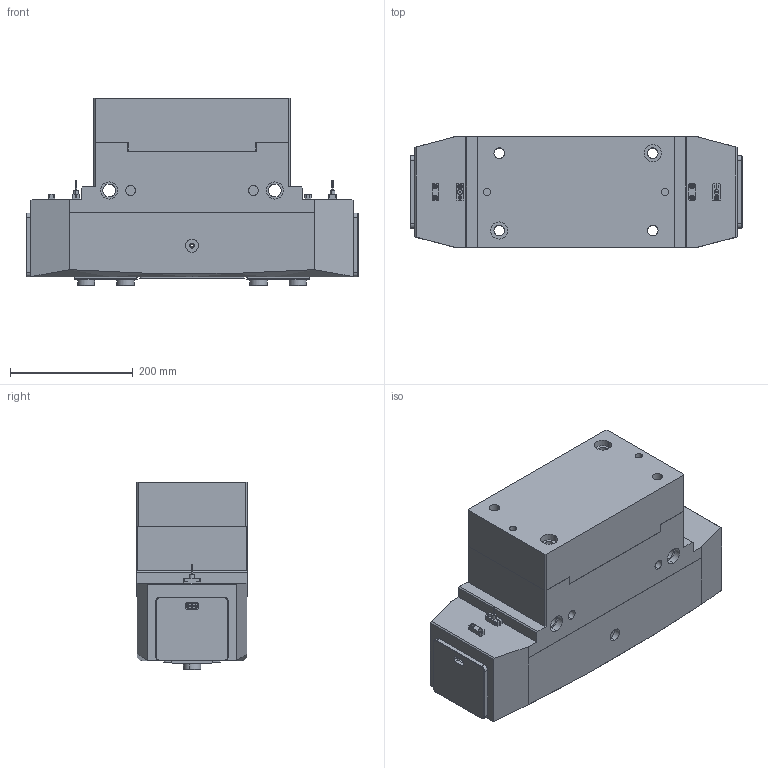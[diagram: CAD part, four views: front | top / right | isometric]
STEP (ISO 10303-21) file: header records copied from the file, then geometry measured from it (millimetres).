
FILE_DESCRIPTION (( 'STEP AP203' ), '1' );
FILE_NAME ('FR191-525-L-NC.STEP', '2025-04-01T01:58:08', ( 'USER-' ), ( 'Microsoft' ), 'SwSTEP 2.0', 'SolidWorks 2018', '' );
FILE_SCHEMA (( 'CONFIG_CONTROL_DESIGN' ));
Length unit declared in the file: millimetre
Products named in the file (15): TR191-525-L-30 羲壽標輸; TR191-525-LT-06 中封板(默认); 20-28种杶; TR191-525-LT-35 耜結啣; TR191-525-L-22B 晊扥极; FR191-525-L; 38x18-R5; TR191-525-LT-01B 褲极; 晚假蚾輸B; 埴翐芛_GB_FASTENER_SCREWS_HSHCS M2X8-N; TR191-525-L-32 謂猾輸; M8-45諉輪羲壽尨砩; FR191-525-L-NC; TR191-525-LT-02B 喘倰賑輸; TR191-525-L-31 眄輸蹟譫
Assembly tree (27 placements, depth 3):
  FR191-525-L-NC
    FR191-525-L
      TR191-525-LT-01B 褲极
      TR191-525-LT-02B 喘倰賑輸  x2
      TR191-525-LT-06 中封板(默认)
      M8-45諉輪羲壽尨砩  x2
      TR191-525-L-32 謂猾輸  x2
      TR191-525-LT-35 耜結啣  x2
      晚假蚾輸B  x2
      20-28种杶  x4
      TR191-525-L-30 羲壽標輸  x2
      TR191-525-L-31 眄輸蹟譫  x2
      38x18-R5
      埴翐芛_GB_FASTENER_SCREWS_HSHCS M2X8-N  x4
    TR191-525-L-22B 晊扥极
Bounding box: 541 x 180 x 305 mm (x, y, z)
Volume: 19685274.6 mm3; surface area: 1208985.7 mm2
Topology: 26 solids, 30 shells, 1510 faces, 3877 edges, 2463 vertices
Faces by surface type: plane 711, cylinder 415, cone 221, bspline 155, torus 8
Entity records: 43034 total; most frequent: CARTESIAN_POINT 13107, ORIENTED_EDGE 5948, DIRECTION 5473, EDGE_CURVE 2974, VERTEX_POINT 1930, VECTOR 1897, LINE 1897, AXIS2_PLACEMENT_3D 1788
